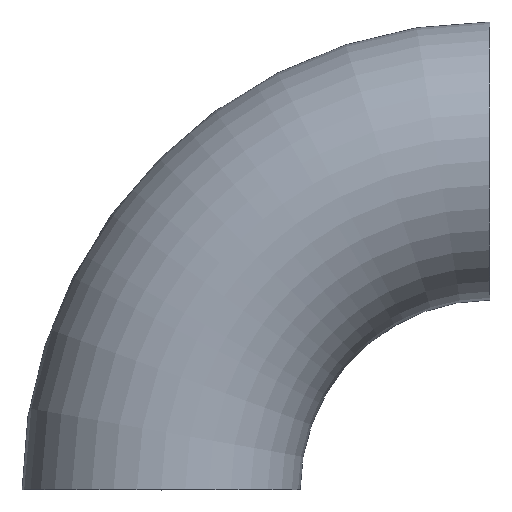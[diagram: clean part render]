
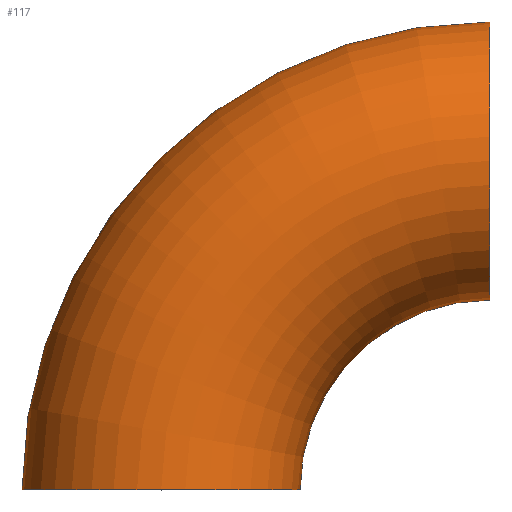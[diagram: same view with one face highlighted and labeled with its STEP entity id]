
A CAD part, top view. The second image highlights one B-rep face of the part: STEP entity #117.
In plain terms, the highlighted toroidal (fillet/blend) face has major radius 57.1 mm and minor radius 24.15 mm.
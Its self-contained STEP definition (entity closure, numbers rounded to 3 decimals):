
#9 = EDGE_CURVE ( 'NONE', #166, #92, #136, .T. ) ;
#10 = DIRECTION ( 'NONE',  ( 1., 0., 0. ) ) ;
#12 = AXIS2_PLACEMENT_3D ( 'NONE', #243, #72, #10 ) ;
#13 = VERTEX_POINT ( 'NONE', #108 ) ;
#24 = EDGE_CURVE ( 'NONE', #206, #92, #123, .T. ) ;
#27 = EDGE_CURVE ( 'NONE', #13, #166, #95, .T. ) ;
#28 = DIRECTION ( 'NONE',  ( 0., 1., 0. ) ) ;
#40 = AXIS2_PLACEMENT_3D ( 'NONE', #105, #204, #149 ) ;
#51 = ORIENTED_EDGE ( 'NONE', *, *, #24, .F. ) ;
#56 = CARTESIAN_POINT ( 'NONE',  ( -81.25, 0., 0. ) ) ;
#58 = CIRCLE ( 'NONE', #201, 24.15 ) ;
#67 = EDGE_LOOP ( 'NONE', ( #69, #222, #106, #51 ) ) ;
#69 = ORIENTED_EDGE ( 'NONE', *, *, #98, .F. ) ;
#72 = DIRECTION ( 'NONE',  ( 0., 0., 1. ) ) ;
#77 = CARTESIAN_POINT ( 'NONE',  ( 0., 0., 0. ) ) ;
#90 = AXIS2_PLACEMENT_3D ( 'NONE', #77, #215, #113 ) ;
#92 = VERTEX_POINT ( 'NONE', #210 ) ;
#95 = CIRCLE ( 'NONE', #40, 81.25 ) ;
#98 = EDGE_CURVE ( 'NONE', #13, #206, #58, .T. ) ;
#105 = CARTESIAN_POINT ( 'NONE',  ( 0., 0., 0. ) ) ;
#106 = ORIENTED_EDGE ( 'NONE', *, *, #9, .T. ) ;
#108 = CARTESIAN_POINT ( 'NONE',  ( 0., 81.25, 0. ) ) ;
#113 = DIRECTION ( 'NONE',  ( 1., 0., 0. ) ) ;
#117 = ADVANCED_FACE ( 'NONE', ( #194 ), #143, .T. ) ;
#123 = CIRCLE ( 'NONE', #12, 32.95 ) ;
#127 = AXIS2_PLACEMENT_3D ( 'NONE', #146, #28, #241 ) ;
#132 = DIRECTION ( 'NONE',  ( 1., 0., 0. ) ) ;
#136 = CIRCLE ( 'NONE', #127, 24.15 ) ;
#143 = TOROIDAL_SURFACE ( 'NONE', #90, 57.1, 24.15 ) ;
#146 = CARTESIAN_POINT ( 'NONE',  ( -57.1, 0., 0. ) ) ;
#149 = DIRECTION ( 'NONE',  ( 1., 0., 0. ) ) ;
#166 = VERTEX_POINT ( 'NONE', #56 ) ;
#172 = CARTESIAN_POINT ( 'NONE',  ( 0., 32.95, 0. ) ) ;
#194 = FACE_OUTER_BOUND ( 'NONE', #67, .T. ) ;
#201 = AXIS2_PLACEMENT_3D ( 'NONE', #250, #132, #248 ) ;
#204 = DIRECTION ( 'NONE',  ( 0., 0., 1. ) ) ;
#206 = VERTEX_POINT ( 'NONE', #172 ) ;
#210 = CARTESIAN_POINT ( 'NONE',  ( -32.95, 0., 0. ) ) ;
#215 = DIRECTION ( 'NONE',  ( 0., 0., 1. ) ) ;
#222 = ORIENTED_EDGE ( 'NONE', *, *, #27, .T. ) ;
#241 = DIRECTION ( 'NONE',  ( 0., 0., -1. ) ) ;
#243 = CARTESIAN_POINT ( 'NONE',  ( 0., 0., 0. ) ) ;
#248 = DIRECTION ( 'NONE',  ( 0., 0., -1. ) ) ;
#250 = CARTESIAN_POINT ( 'NONE',  ( 0., 57.1, 0. ) ) ;
